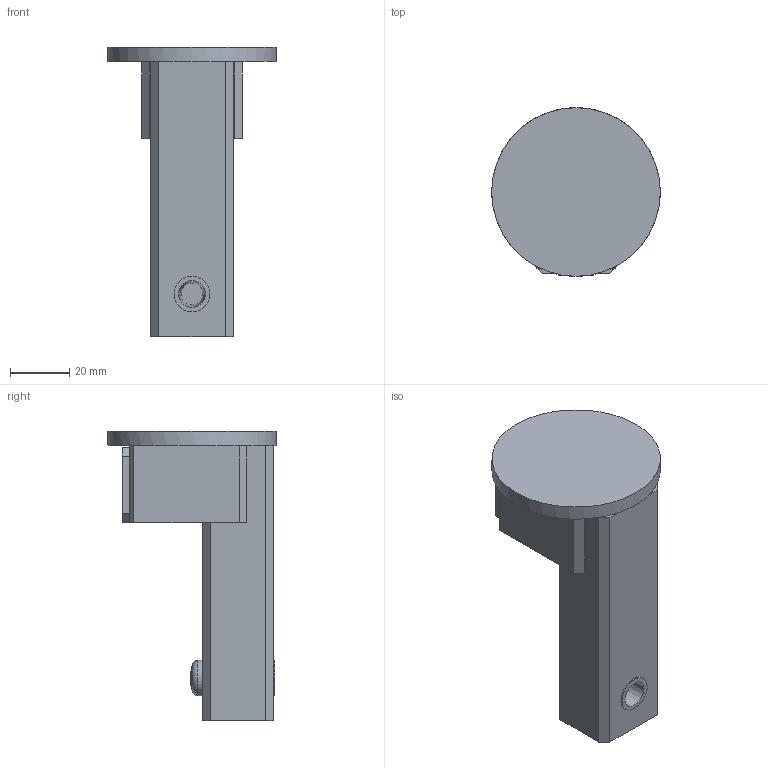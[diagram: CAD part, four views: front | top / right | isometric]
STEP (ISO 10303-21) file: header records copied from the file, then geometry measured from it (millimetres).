
FILE_DESCRIPTION((''),'1');
FILE_NAME('BBT30_CA6SG_HEAD.stp','2018-01-09T02:18:23',(''),(''),'Spatial Interop R21 SP3','Kubotek KeyCreator 2011 V10.0.2 (22737)',' ');
FILE_SCHEMA(('automotive_design'));
Length unit declared in the file: millimetre
Products named in the file (1): 240[2]
Bounding box: 57 x 57 x 98 mm (x, y, z)
Volume: 99390.8 mm3; surface area: 17400 mm2
Topology: 1 solids, 1 shells, 43 faces, 107 edges, 70 vertices
Faces by surface type: plane 34, cylinder 6, torus 2, cone 1
Full cylindrical faces by diameter (mm): 7.4 x1, 12 x2, 57 x1
Entity records: 2235 total; most frequent: CARTESIAN_POINT 208, DIRECTION 204, ORIENTED_EDGE 194, PRESENTATION_STYLE_ASSIGNMENT 185, COLOUR_RGB 185, STYLED_ITEM 141, CURVE_STYLE 141, DRAUGHTING_PRE_DEFINED_CURVE_FONT 141
